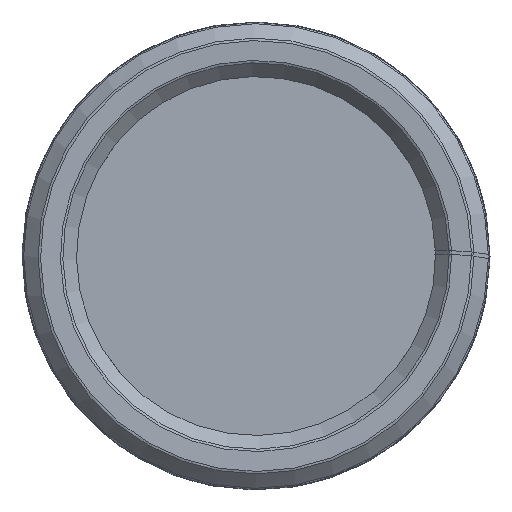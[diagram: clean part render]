
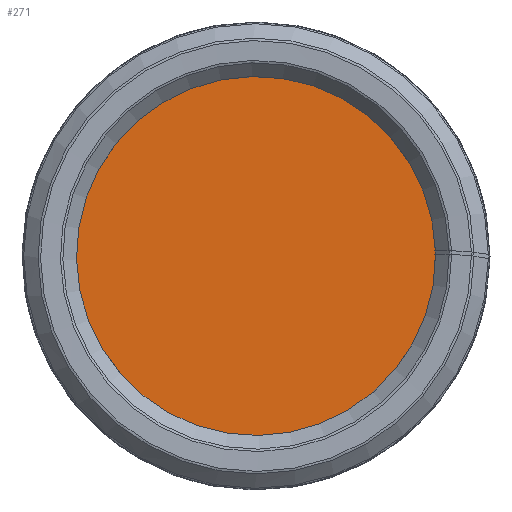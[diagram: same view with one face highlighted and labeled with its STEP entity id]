
A CAD part, left-side view. The second image highlights one B-rep face of the part: STEP entity #271.
In plain terms, the highlighted planar face has unit normal (-1, 0, 0).
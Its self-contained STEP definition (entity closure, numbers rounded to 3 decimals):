
#103=PLANE('',#870);
#271=ADVANCED_FACE('',(#356),#103,.F.);
#356=FACE_OUTER_BOUND('',#390,.T.);
#390=EDGE_LOOP('',(#620));
#474=CIRCLE('',#869,42.48);
#620=ORIENTED_EDGE('',*,*,#770,.T.);
#688=VERTEX_POINT('',#1712);
#770=EDGE_CURVE('',#688,#688,#474,.T.);
#869=AXIS2_PLACEMENT_3D('',#1711,#1017,#1018);
#870=AXIS2_PLACEMENT_3D('',#1713,#1019,#1020);
#1017=DIRECTION('',(-1.,0.,0.));
#1018=DIRECTION('',(0.,-1.,0.));
#1019=DIRECTION('',(1.,0.,0.));
#1020=DIRECTION('',(0.,1.,0.));
#1711=CARTESIAN_POINT('',(4.,0.,0.));
#1712=CARTESIAN_POINT('',(4.,-42.48,0.));
#1713=CARTESIAN_POINT('',(4.,15.,0.));
